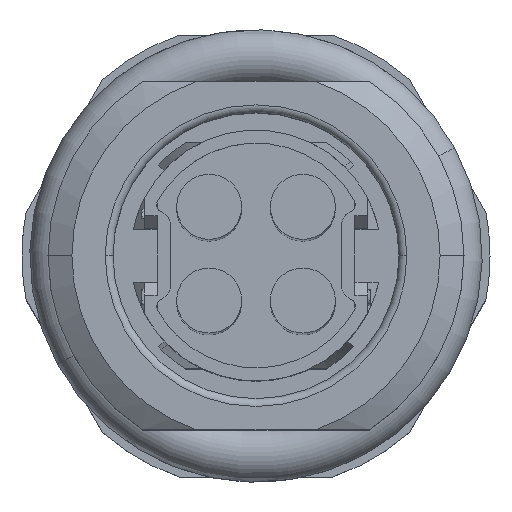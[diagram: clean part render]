
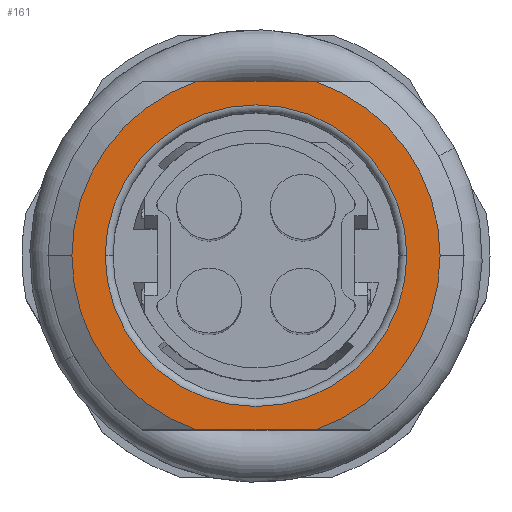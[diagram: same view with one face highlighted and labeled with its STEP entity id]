
A CAD part, top view. The second image highlights one B-rep face of the part: STEP entity #161.
In plain terms, the highlighted planar face has unit normal (0, 0, 1).
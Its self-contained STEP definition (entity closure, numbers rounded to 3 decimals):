
#47=AXIS2_PLACEMENT_3D('Circle Axis2P3D',#45,#46,$) ;
#86=AXIS2_PLACEMENT_3D('Circle Axis2P3D',#84,#85,$) ;
#105=AXIS2_PLACEMENT_3D('Plane Axis2P3D',#102,#103,#104) ;
#118=AXIS2_PLACEMENT_3D('Circle Axis2P3D',#116,#117,$) ;
#125=AXIS2_PLACEMENT_3D('Circle Axis2P3D',#123,#124,$) ;
#139=AXIS2_PLACEMENT_3D('Circle Axis2P3D',#137,#138,$) ;
#146=AXIS2_PLACEMENT_3D('Circle Axis2P3D',#144,#145,$) ;
#42=CARTESIAN_POINT('Vertex',(3.2,8.7,19.6)) ;
#45=CARTESIAN_POINT('Axis2P3D Location',(9.,8.7,19.6)) ;
#49=CARTESIAN_POINT('Vertex',(14.8,8.7,19.6)) ;
#84=CARTESIAN_POINT('Axis2P3D Location',(9.,8.7,19.6)) ;
#102=CARTESIAN_POINT('Axis2P3D Location',(9.,8.7,19.6)) ;
#107=CARTESIAN_POINT('Line Origine',(9.,15.4,19.6)) ;
#111=CARTESIAN_POINT('Vertex',(11.288,15.4,19.6)) ;
#113=CARTESIAN_POINT('Vertex',(6.711,15.4,19.6)) ;
#116=CARTESIAN_POINT('Axis2P3D Location',(9.,8.7,19.6)) ;
#120=CARTESIAN_POINT('Vertex',(1.92,8.7,19.6)) ;
#123=CARTESIAN_POINT('Axis2P3D Location',(9.,8.7,19.6)) ;
#127=CARTESIAN_POINT('Vertex',(6.711,2.,19.6)) ;
#130=CARTESIAN_POINT('Line Origine',(9.,2.,19.6)) ;
#134=CARTESIAN_POINT('Vertex',(11.288,2.,19.6)) ;
#137=CARTESIAN_POINT('Axis2P3D Location',(9.,8.7,19.6)) ;
#141=CARTESIAN_POINT('Vertex',(16.08,8.7,19.6)) ;
#144=CARTESIAN_POINT('Axis2P3D Location',(9.,8.7,19.6)) ;
#46=DIRECTION('Axis2P3D Direction',(0.,0.,1.)) ;
#85=DIRECTION('Axis2P3D Direction',(0.,0.,1.)) ;
#103=DIRECTION('Axis2P3D Direction',(0.,0.,1.)) ;
#104=DIRECTION('Axis2P3D XDirection',(-1.,0.,0.)) ;
#108=DIRECTION('Vector Direction',(-1.,0.,0.)) ;
#117=DIRECTION('Axis2P3D Direction',(0.,0.,1.)) ;
#124=DIRECTION('Axis2P3D Direction',(0.,0.,1.)) ;
#131=DIRECTION('Vector Direction',(-1.,0.,0.)) ;
#138=DIRECTION('Axis2P3D Direction',(0.,0.,1.)) ;
#145=DIRECTION('Axis2P3D Direction',(0.,0.,1.)) ;
#109=VECTOR('Line Direction',#108,1.) ;
#132=VECTOR('Line Direction',#131,1.) ;
#150=ORIENTED_EDGE('',*,*,#115,.T.) ;
#151=ORIENTED_EDGE('',*,*,#122,.T.) ;
#152=ORIENTED_EDGE('',*,*,#129,.T.) ;
#153=ORIENTED_EDGE('',*,*,#136,.F.) ;
#154=ORIENTED_EDGE('',*,*,#143,.T.) ;
#155=ORIENTED_EDGE('',*,*,#148,.T.) ;
#158=ORIENTED_EDGE('',*,*,#88,.T.) ;
#159=ORIENTED_EDGE('',*,*,#51,.T.) ;
#160=FACE_BOUND('',#157,.T.) ;
#161=ADVANCED_FACE('Hauptk\X2\00F6\X0\rper',(#156,#160),#106,.T.) ;
#48=CIRCLE('generated circle',#47,5.8) ;
#87=CIRCLE('generated circle',#86,5.8) ;
#119=CIRCLE('generated circle',#118,7.08) ;
#126=CIRCLE('generated circle',#125,7.08) ;
#140=CIRCLE('generated circle',#139,7.08) ;
#147=CIRCLE('generated circle',#146,7.08) ;
#51=EDGE_CURVE('',#50,#43,#48,.F.) ;
#88=EDGE_CURVE('',#43,#50,#87,.F.) ;
#115=EDGE_CURVE('',#112,#114,#110,.T.) ;
#122=EDGE_CURVE('',#114,#121,#119,.T.) ;
#129=EDGE_CURVE('',#121,#128,#126,.T.) ;
#136=EDGE_CURVE('',#135,#128,#133,.T.) ;
#143=EDGE_CURVE('',#135,#142,#140,.T.) ;
#148=EDGE_CURVE('',#142,#112,#147,.T.) ;
#149=EDGE_LOOP('',(#150,#151,#152,#153,#154,#155)) ;
#157=EDGE_LOOP('',(#158,#159)) ;
#156=FACE_OUTER_BOUND('',#149,.T.) ;
#110=LINE('Line',#107,#109) ;
#133=LINE('Line',#130,#132) ;
#106=PLANE('',#105) ;
#43=VERTEX_POINT('',#42) ;
#50=VERTEX_POINT('',#49) ;
#112=VERTEX_POINT('',#111) ;
#114=VERTEX_POINT('',#113) ;
#121=VERTEX_POINT('',#120) ;
#128=VERTEX_POINT('',#127) ;
#135=VERTEX_POINT('',#134) ;
#142=VERTEX_POINT('',#141) ;
